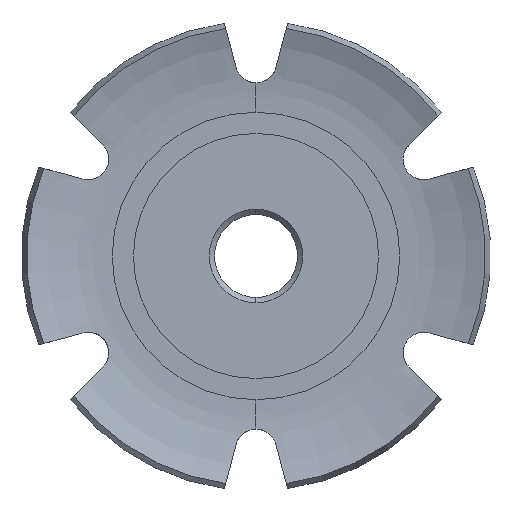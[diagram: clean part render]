
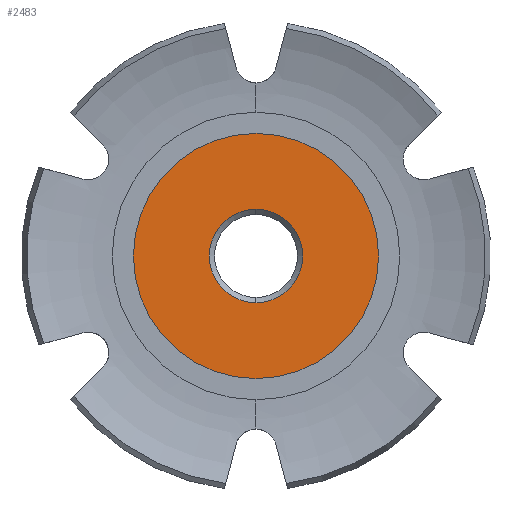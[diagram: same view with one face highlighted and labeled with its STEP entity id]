
A CAD part, front view. The second image highlights one B-rep face of the part: STEP entity #2483.
In plain terms, the highlighted planar face has unit normal (0, -1, 0).
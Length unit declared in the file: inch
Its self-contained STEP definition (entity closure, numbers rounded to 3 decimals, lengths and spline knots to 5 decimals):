
#17 = ORIENTED_EDGE ( 'NONE', *, *, #1995, .T. ) ;
#102 = EDGE_LOOP ( 'NONE', ( #17, #1975 ) ) ;
#195 = CARTESIAN_POINT ( 'NONE',  ( -0.235, -0.19685, 0. ) ) ;
#244 = DIRECTION ( 'NONE',  ( -1., 0., 0. ) ) ;
#282 = CARTESIAN_POINT ( 'NONE',  ( 0., -0.19685, 0. ) ) ;
#368 = CARTESIAN_POINT ( 'NONE',  ( 0., -0.19685, -0.0895 ) ) ;
#510 = CARTESIAN_POINT ( 'NONE',  ( 0., -0.19685, 0.0895 ) ) ;
#623 = AXIS2_PLACEMENT_3D ( 'NONE', #2321, #1455, #1038 ) ;
#712 = CIRCLE ( 'NONE', #1454, 0.0895 ) ;
#801 = CIRCLE ( 'NONE', #1447, 0.235 ) ;
#856 = CIRCLE ( 'NONE', #1306, 0.0895 ) ;
#900 = VERTEX_POINT ( 'NONE', #510 ) ;
#953 = DIRECTION ( 'NONE',  ( -1., 0., 0. ) ) ;
#1022 = CARTESIAN_POINT ( 'NONE',  ( 0., -0.19685, 0. ) ) ;
#1038 = DIRECTION ( 'NONE',  ( -1., 0., 0. ) ) ;
#1050 = CARTESIAN_POINT ( 'NONE',  ( 0., -0.19685, 0. ) ) ;
#1110 = CARTESIAN_POINT ( 'NONE',  ( 0., -0.19685, 0. ) ) ;
#1156 = DIRECTION ( 'NONE',  ( 0., 1., 0. ) ) ;
#1193 = ORIENTED_EDGE ( 'NONE', *, *, #1765, .F. ) ;
#1306 = AXIS2_PLACEMENT_3D ( 'NONE', #1022, #1884, #2574 ) ;
#1378 = VERTEX_POINT ( 'NONE', #2836 ) ;
#1423 = DIRECTION ( 'NONE',  ( -1., 0., 0. ) ) ;
#1447 = AXIS2_PLACEMENT_3D ( 'NONE', #1110, #1543, #244 ) ;
#1454 = AXIS2_PLACEMENT_3D ( 'NONE', #282, #1156, #953 ) ;
#1455 = DIRECTION ( 'NONE',  ( 0., 1., 0. ) ) ;
#1466 = FACE_BOUND ( 'NONE', #102, .T. ) ;
#1543 = DIRECTION ( 'NONE',  ( 0., 1., 0. ) ) ;
#1642 = EDGE_CURVE ( 'NONE', #2421, #1378, #801, .T. ) ;
#1667 = ORIENTED_EDGE ( 'NONE', *, *, #1642, .F. ) ;
#1765 = EDGE_CURVE ( 'NONE', #1378, #2421, #2405, .T. ) ;
#1884 = DIRECTION ( 'NONE',  ( 0., 1., 0. ) ) ;
#1914 = DIRECTION ( 'NONE',  ( 0., 1., 0. ) ) ;
#1975 = ORIENTED_EDGE ( 'NONE', *, *, #2789, .T. ) ;
#1995 = EDGE_CURVE ( 'NONE', #2810, #900, #856, .T. ) ;
#2321 = CARTESIAN_POINT ( 'NONE',  ( 0.235, -0.19685, 0. ) ) ;
#2344 = FACE_OUTER_BOUND ( 'NONE', #2438, .T. ) ;
#2405 = CIRCLE ( 'NONE', #2732, 0.235 ) ;
#2421 = VERTEX_POINT ( 'NONE', #195 ) ;
#2438 = EDGE_LOOP ( 'NONE', ( #1667, #1193 ) ) ;
#2483 = ADVANCED_FACE ( 'NONE', ( #1466, #2344 ), #2799, .F. ) ;
#2574 = DIRECTION ( 'NONE',  ( -1., 0., 0. ) ) ;
#2732 = AXIS2_PLACEMENT_3D ( 'NONE', #1050, #1914, #1423 ) ;
#2789 = EDGE_CURVE ( 'NONE', #900, #2810, #712, .T. ) ;
#2799 = PLANE ( 'NONE',  #623 ) ;
#2810 = VERTEX_POINT ( 'NONE', #368 ) ;
#2836 = CARTESIAN_POINT ( 'NONE',  ( 0.235, -0.19685, 0. ) ) ;
